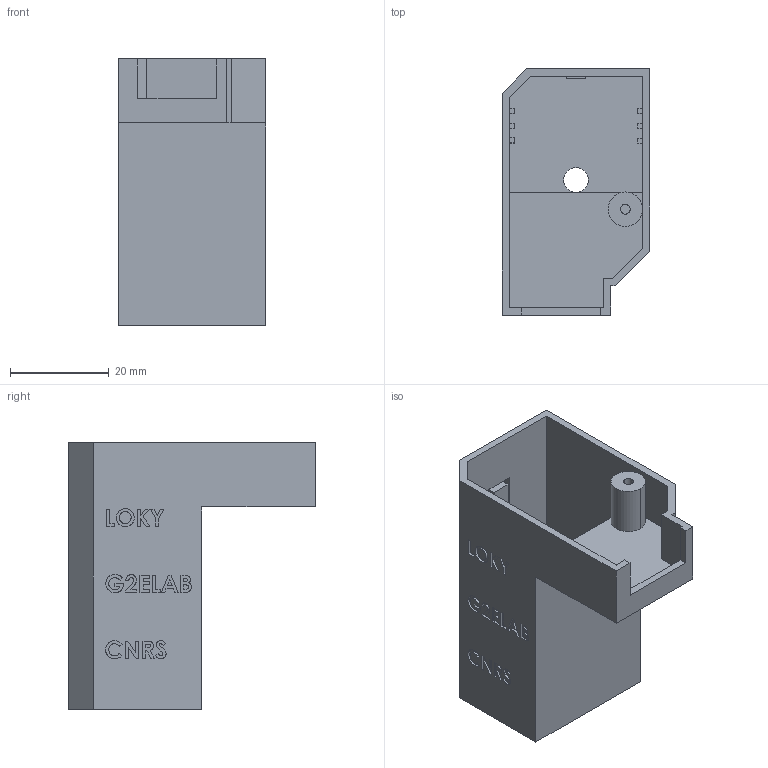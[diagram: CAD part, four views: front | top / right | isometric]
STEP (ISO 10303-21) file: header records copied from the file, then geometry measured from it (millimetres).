
FILE_DESCRIPTION (( 'STEP AP214' ), '1' );
FILE_NAME ('Loky_corps.STEP', '2021-07-19T07:06:33', ( '' ), ( '' ), 'SwSTEP 2.0', 'SolidWorks 2010', '' );
FILE_SCHEMA (( 'AUTOMOTIVE_DESIGN' ));
Length unit declared in the file: millimetre
Products named in the file (1): Loky_corps
Bounding box: 30 x 50 x 54 mm (x, y, z)
Volume: 12340.1 mm3; surface area: 15574.1 mm2
Topology: 2 solids, 2 shells, 266 faces, 726 edges, 482 vertices
Faces by surface type: plane 198, bspline 60, cylinder 8
Entity records: 13743 total; most frequent: CARTESIAN_POINT 7343, ORIENTED_EDGE 1452, DIRECTION 1038, EDGE_CURVE 726, LINE 588, VECTOR 588, VERTEX_POINT 482, EDGE_LOOP 290
